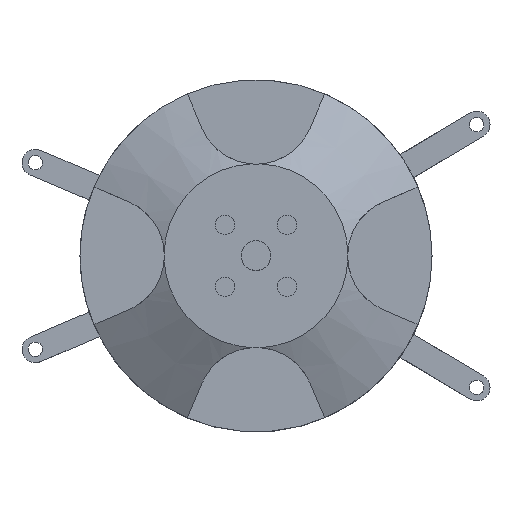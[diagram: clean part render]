
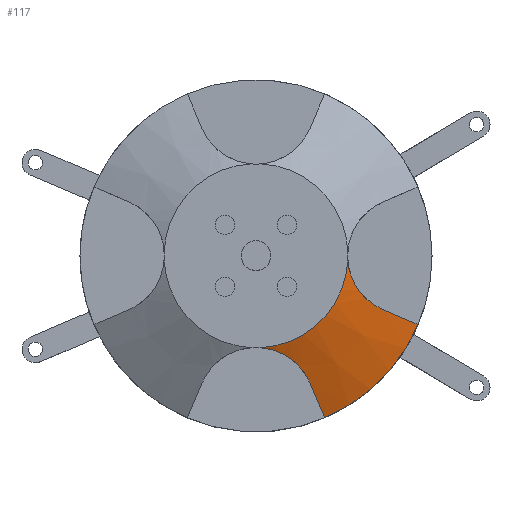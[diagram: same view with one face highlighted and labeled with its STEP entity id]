
A CAD part, top view. The second image highlights one B-rep face of the part: STEP entity #117.
In plain terms, the highlighted conical face has half-angle 62.199 degrees and reference radius 17.55 mm.
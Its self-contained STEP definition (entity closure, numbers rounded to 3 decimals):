
#52 = CARTESIAN_POINT ( 'NONE',  ( 4.046, -13.149, -0.9 ) ) ;
#94 = CIRCLE ( 'NONE', #999, 12.05 ) ;
#117 = ADVANCED_FACE ( 'NONE', ( #611 ), #1319, .T. ) ;
#192 = VERTEX_POINT ( 'NONE', #294 ) ;
#203 = VECTOR ( 'NONE', #1524, 1000. ) ;
#215 = CARTESIAN_POINT ( 'NONE',  ( 4.264, -13.291, -1.006 ) ) ;
#221 = B_SPLINE_CURVE_WITH_KNOTS ( 'NONE', 3,
 ( #2505, #1096, #1325, #2473, #730, #1886, #1292, #485, #2306, #2262, #1305, #319, #1522, #2288, #2497, #2070, #1710, #295, #2114, #1473, #2298, #1113, #2083, #1720, #2102, #332, #2094, #1279 ),
 .UNSPECIFIED., .F., .F.,
 ( 4, 2, 2, 2, 1, 1, 1, 2, 2, 2, 2, 1, 1, 1, 2, 2, 4 ),
 ( 0., 0.25, 0.375, 0.437, 0.469, 0.484, 0.492, 0.496, 0.5, 0.625, 0.687, 0.719, 0.734, 0.742, 0.746, 0.75, 1. ),
 .UNSPECIFIED. ) ;
#241 = CARTESIAN_POINT ( 'NONE',  ( 2.127, -12.297, -0.226 ) ) ;
#294 = CARTESIAN_POINT ( 'NONE',  ( 21.22, -9., -5.8 ) ) ;
#295 = CARTESIAN_POINT ( 'NONE',  ( 12.816, -3.45, -0.644 ) ) ;
#299 = CIRCLE ( 'NONE', #2078, 23.05 ) ;
#312 = CARTESIAN_POINT ( 'NONE',  ( 0., 0., -5.8 ) ) ;
#319 = CARTESIAN_POINT ( 'NONE',  ( 13.57, -4.654, -1.21 ) ) ;
#332 = CARTESIAN_POINT ( 'NONE',  ( 12.261, -2.127, -0.199 ) ) ;
#349 = EDGE_CURVE ( 'NONE', #1271, #2448, #2286, .T. ) ;
#408 = CARTESIAN_POINT ( 'NONE',  ( 3.146, -12.667, -0.526 ) ) ;
#422 = CARTESIAN_POINT ( 'NONE',  ( 7.077, -16.685, -3.203 ) ) ;
#433 = CARTESIAN_POINT ( 'NONE',  ( 3.899, -13.06, -0.833 ) ) ;
#447 = CARTESIAN_POINT ( 'NONE',  ( 4.498, -13.454, -1.126 ) ) ;
#485 = CARTESIAN_POINT ( 'NONE',  ( 13.786, -4.926, -1.365 ) ) ;
#530 = AXIS2_PLACEMENT_3D ( 'NONE', #1430, #1823, #1401 ) ;
#591 = DIRECTION ( 'NONE',  ( 1., 0., 0. ) ) ;
#603 = CARTESIAN_POINT ( 'NONE',  ( 1.057, -12.064, -0.029 ) ) ;
#611 = FACE_OUTER_BOUND ( 'NONE', #1041, .T. ) ;
#615 = DIRECTION ( 'NONE',  ( 0., 0., -1. ) ) ;
#620 = CARTESIAN_POINT ( 'NONE',  ( 4.561, -13.5, -1.16 ) ) ;
#634 = CARTESIAN_POINT ( 'NONE',  ( 6.408, -15.385, -2.433 ) ) ;
#685 = ORIENTED_EDGE ( 'NONE', *, *, #349, .T. ) ;
#691 = B_SPLINE_CURVE_WITH_KNOTS ( 'NONE', 3,
 ( #1990, #603, #2390, #1390, #241, #2182, #1976, #1845, #1604, #1240, #1635, #1436, #408, #998, #433, #52, #215, #2223, #447, #620, #1011, #2198, #1213, #827, #2211, #634, #1224, #2014 ),
 .UNSPECIFIED., .F., .F.,
 ( 4, 2, 2, 1, 1, 1, 2, 2, 2, 2, 1, 1, 1, 2, 2, 2, 4 ),
 ( 0., 0.125, 0.188, 0.219, 0.234, 0.242, 0.246, 0.25, 0.375, 0.438, 0.469, 0.484, 0.492, 0.496, 0.5, 0.75, 1. ),
 .UNSPECIFIED. ) ;
#730 = CARTESIAN_POINT ( 'NONE',  ( 14.372, -5.563, -1.772 ) ) ;
#757 = ORIENTED_EDGE ( 'NONE', *, *, #1940, .T. ) ;
#827 = CARTESIAN_POINT ( 'NONE',  ( 5.114, -13.917, -1.462 ) ) ;
#830 = ORIENTED_EDGE ( 'NONE', *, *, #1564, .T. ) ;
#934 = EDGE_CURVE ( 'NONE', #2456, #1271, #691, .T. ) ;
#977 = VERTEX_POINT ( 'NONE', #2045 ) ;
#998 = CARTESIAN_POINT ( 'NONE',  ( 3.451, -12.81, -0.641 ) ) ;
#999 = AXIS2_PLACEMENT_3D ( 'NONE', #2365, #615, #591 ) ;
#1011 = CARTESIAN_POINT ( 'NONE',  ( 4.588, -13.52, -1.174 ) ) ;
#1032 = CARTESIAN_POINT ( 'NONE',  ( 9., -21.22, -5.8 ) ) ;
#1041 = EDGE_LOOP ( 'NONE', ( #1474, #830, #757, #1621, #685, #1056 ) ) ;
#1056 = ORIENTED_EDGE ( 'NONE', *, *, #2133, .T. ) ;
#1096 = CARTESIAN_POINT ( 'NONE',  ( 15.985, -6.779, -2.801 ) ) ;
#1111 = CARTESIAN_POINT ( 'NONE',  ( 6.852, -16.157, -2.9 ) ) ;
#1113 = CARTESIAN_POINT ( 'NONE',  ( 12.569, -2.901, -0.448 ) ) ;
#1121 = DIRECTION ( 'NONE',  ( 0.345, -0.814, -0.466 ) ) ;
#1213 = CARTESIAN_POINT ( 'NONE',  ( 4.615, -13.541, -1.189 ) ) ;
#1224 = CARTESIAN_POINT ( 'NONE',  ( 6.779, -15.985, -2.801 ) ) ;
#1240 = CARTESIAN_POINT ( 'NONE',  ( 2.789, -12.524, -0.412 ) ) ;
#1271 = VERTEX_POINT ( 'NONE', #422 ) ;
#1279 = CARTESIAN_POINT ( 'NONE',  ( 12.031, -0.685, 0. ) ) ;
#1292 = CARTESIAN_POINT ( 'NONE',  ( 13.937, -5.104, -1.472 ) ) ;
#1294 = DIRECTION ( 'NONE',  ( 0., 0., 1. ) ) ;
#1305 = CARTESIAN_POINT ( 'NONE',  ( 13.587, -4.677, -1.223 ) ) ;
#1319 = CONICAL_SURFACE ( 'NONE', #530, 17.55, 1.086 ) ;
#1325 = CARTESIAN_POINT ( 'NONE',  ( 15.385, -6.408, -2.433 ) ) ;
#1390 = CARTESIAN_POINT ( 'NONE',  ( 1.951, -12.248, -0.185 ) ) ;
#1401 = DIRECTION ( 'NONE',  ( 1., 0., 0. ) ) ;
#1430 = CARTESIAN_POINT ( 'NONE',  ( 0., 0., -2.9 ) ) ;
#1436 = CARTESIAN_POINT ( 'NONE',  ( 2.823, -12.538, -0.423 ) ) ;
#1473 = CARTESIAN_POINT ( 'NONE',  ( 12.655, -3.105, -0.517 ) ) ;
#1474 = ORIENTED_EDGE ( 'NONE', *, *, #2067, .T. ) ;
#1482 = CARTESIAN_POINT ( 'NONE',  ( 0.685, -12.031, 0. ) ) ;
#1522 = CARTESIAN_POINT ( 'NONE',  ( 13.558, -4.638, -1.202 ) ) ;
#1524 = DIRECTION ( 'NONE',  ( -0.814, 0.345, 0.466 ) ) ;
#1564 = EDGE_CURVE ( 'NONE', #977, #2140, #221, .T. ) ;
#1604 = CARTESIAN_POINT ( 'NONE',  ( 2.756, -12.512, -0.401 ) ) ;
#1611 = VECTOR ( 'NONE', #1121, 1000. ) ;
#1621 = ORIENTED_EDGE ( 'NONE', *, *, #934, .T. ) ;
#1635 = CARTESIAN_POINT ( 'NONE',  ( 2.811, -12.533, -0.419 ) ) ;
#1710 = CARTESIAN_POINT ( 'NONE',  ( 12.894, -3.601, -0.705 ) ) ;
#1720 = CARTESIAN_POINT ( 'NONE',  ( 12.55, -2.852, -0.432 ) ) ;
#1721 = LINE ( 'NONE', #1897, #203 ) ;
#1729 = DIRECTION ( 'NONE',  ( 1., 0., 0. ) ) ;
#1823 = DIRECTION ( 'NONE',  ( 0., 0., -1. ) ) ;
#1845 = CARTESIAN_POINT ( 'NONE',  ( 2.678, -12.482, -0.378 ) ) ;
#1886 = CARTESIAN_POINT ( 'NONE',  ( 14.043, -5.22, -1.546 ) ) ;
#1897 = CARTESIAN_POINT ( 'NONE',  ( 16.157, -6.852, -2.9 ) ) ;
#1940 = EDGE_CURVE ( 'NONE', #2140, #2456, #94, .T. ) ;
#1976 = CARTESIAN_POINT ( 'NONE',  ( 2.524, -12.425, -0.331 ) ) ;
#1990 = CARTESIAN_POINT ( 'NONE',  ( 0.685, -12.031, 0. ) ) ;
#2014 = CARTESIAN_POINT ( 'NONE',  ( 7.077, -16.685, -3.203 ) ) ;
#2045 = CARTESIAN_POINT ( 'NONE',  ( 16.685, -7.077, -3.203 ) ) ;
#2067 = EDGE_CURVE ( 'NONE', #192, #977, #1721, .T. ) ;
#2070 = CARTESIAN_POINT ( 'NONE',  ( 13.143, -4.048, -0.897 ) ) ;
#2078 = AXIS2_PLACEMENT_3D ( 'NONE', #312, #1294, #1729 ) ;
#2083 = CARTESIAN_POINT ( 'NONE',  ( 12.558, -2.872, -0.439 ) ) ;
#2085 = CARTESIAN_POINT ( 'NONE',  ( 12.031, -0.685, 0. ) ) ;
#2094 = CARTESIAN_POINT ( 'NONE',  ( 12.097, -1.43, -0.057 ) ) ;
#2102 = CARTESIAN_POINT ( 'NONE',  ( 12.546, -2.844, -0.43 ) ) ;
#2114 = CARTESIAN_POINT ( 'NONE',  ( 12.708, -3.221, -0.558 ) ) ;
#2133 = EDGE_CURVE ( 'NONE', #2448, #192, #299, .T. ) ;
#2140 = VERTEX_POINT ( 'NONE', #2085 ) ;
#2182 = CARTESIAN_POINT ( 'NONE',  ( 2.392, -12.381, -0.295 ) ) ;
#2198 = CARTESIAN_POINT ( 'NONE',  ( 4.605, -13.533, -1.184 ) ) ;
#2211 = CARTESIAN_POINT ( 'NONE',  ( 5.575, -14.351, -1.764 ) ) ;
#2223 = CARTESIAN_POINT ( 'NONE',  ( 4.373, -13.364, -1.061 ) ) ;
#2262 = CARTESIAN_POINT ( 'NONE',  ( 13.628, -4.73, -1.253 ) ) ;
#2286 = LINE ( 'NONE', #1111, #1611 ) ;
#2288 = CARTESIAN_POINT ( 'NONE',  ( 13.553, -4.632, -1.198 ) ) ;
#2298 = CARTESIAN_POINT ( 'NONE',  ( 12.598, -2.97, -0.471 ) ) ;
#2306 = CARTESIAN_POINT ( 'NONE',  ( 13.712, -4.836, -1.313 ) ) ;
#2365 = CARTESIAN_POINT ( 'NONE',  ( 0., 0., 0. ) ) ;
#2390 = CARTESIAN_POINT ( 'NONE',  ( 1.417, -12.121, -0.079 ) ) ;
#2448 = VERTEX_POINT ( 'NONE', #1032 ) ;
#2456 = VERTEX_POINT ( 'NONE', #1482 ) ;
#2473 = CARTESIAN_POINT ( 'NONE',  ( 14.61, -5.783, -1.931 ) ) ;
#2497 = CARTESIAN_POINT ( 'NONE',  ( 13.332, -4.339, -1.038 ) ) ;
#2505 = CARTESIAN_POINT ( 'NONE',  ( 16.685, -7.077, -3.203 ) ) ;
